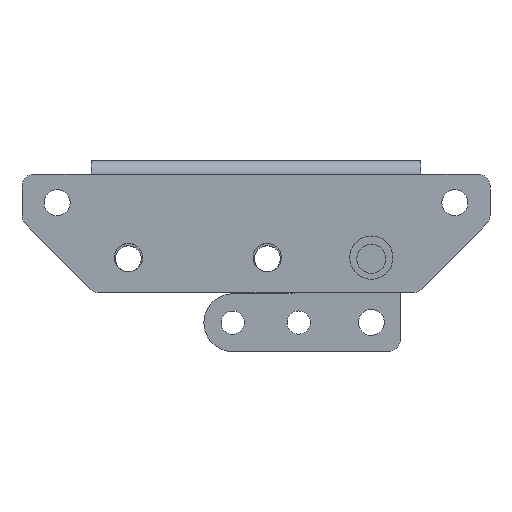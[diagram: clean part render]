
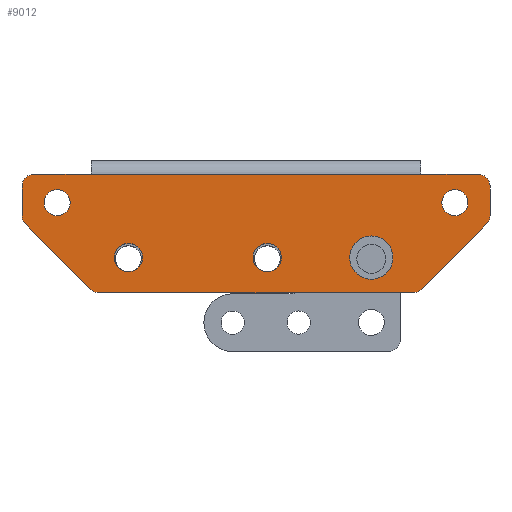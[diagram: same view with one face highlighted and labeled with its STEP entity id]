
A CAD part, front view. The second image highlights one B-rep face of the part: STEP entity #9012.
In plain terms, the highlighted planar face has unit normal (0, -1, 0).
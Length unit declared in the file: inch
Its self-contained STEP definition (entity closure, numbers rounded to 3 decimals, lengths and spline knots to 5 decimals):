
#141=FACE_BOUND('',#1419,.T.);
#142=FACE_BOUND('',#1420,.T.);
#143=FACE_BOUND('',#1421,.T.);
#144=FACE_BOUND('',#1422,.T.);
#145=FACE_BOUND('',#1423,.T.);
#899=FACE_OUTER_BOUND('',#1418,.T.);
#1418=EDGE_LOOP('',(#7339,#7340,#7341,#7342,#7343,#7344,#7345,#7346,#7347,
#7348,#7349,#7350,#7351,#7352));
#1419=EDGE_LOOP('',(#7353));
#1420=EDGE_LOOP('',(#7354));
#1421=EDGE_LOOP('',(#7355));
#1422=EDGE_LOOP('',(#7356));
#1423=EDGE_LOOP('',(#7357));
#1823=CIRCLE('',#9664,0.234);
#1825=CIRCLE('',#9667,0.1535);
#1829=CIRCLE('',#9672,0.14063);
#1831=CIRCLE('',#9675,0.14063);
#1833=CIRCLE('',#9678,0.1535);
#1855=CIRCLE('',#9716,0.125);
#1857=CIRCLE('',#9720,0.125);
#1859=CIRCLE('',#9724,0.125);
#1861=CIRCLE('',#9727,0.125);
#1864=CIRCLE('',#9733,0.125);
#1865=CIRCLE('',#9735,0.125);
#2450=LINE('',#17007,#3131);
#2452=LINE('',#17013,#3133);
#2456=LINE('',#17022,#3137);
#2498=LINE('',#17172,#3179);
#2503=LINE('',#17189,#3184);
#2507=LINE('',#17201,#3188);
#2511=LINE('',#17216,#3192);
#2514=LINE('',#17229,#3195);
#3131=VECTOR('',#11443,0.3937);
#3133=VECTOR('',#11447,0.3937);
#3137=VECTOR('',#11453,0.3937);
#3179=VECTOR('',#11613,0.3937);
#3184=VECTOR('',#11630,0.3937);
#3188=VECTOR('',#11642,0.3937);
#3192=VECTOR('',#11660,0.3937);
#3195=VECTOR('',#11677,0.3937);
#3949=VERTEX_POINT('',#16984);
#3958=VERTEX_POINT('',#17004);
#3959=VERTEX_POINT('',#17009);
#3961=VERTEX_POINT('',#17012);
#3963=VERTEX_POINT('',#17018);
#3965=VERTEX_POINT('',#17021);
#3982=VERTEX_POINT('',#17065);
#3985=VERTEX_POINT('',#17072);
#3988=VERTEX_POINT('',#17081);
#3990=VERTEX_POINT('',#17087);
#3993=VERTEX_POINT('',#17094);
#4018=VERTEX_POINT('',#17182);
#4019=VERTEX_POINT('',#17186);
#4022=VERTEX_POINT('',#17194);
#4023=VERTEX_POINT('',#17198);
#4026=VERTEX_POINT('',#17209);
#4027=VERTEX_POINT('',#17213);
#4030=VERTEX_POINT('',#17223);
#4031=VERTEX_POINT('',#17227);
#5082=EDGE_CURVE('',#3958,#3949,#2450,.T.);
#5084=EDGE_CURVE('',#3961,#3959,#2452,.T.);
#5088=EDGE_CURVE('',#3965,#3963,#2456,.T.);
#5110=EDGE_CURVE('',#3982,#3982,#1823,.T.);
#5113=EDGE_CURVE('',#3985,#3985,#1825,.T.);
#5118=EDGE_CURVE('',#3988,#3988,#1829,.T.);
#5121=EDGE_CURVE('',#3990,#3990,#1831,.T.);
#5124=EDGE_CURVE('',#3993,#3993,#1833,.T.);
#5165=EDGE_CURVE('',#3965,#3949,#2498,.T.);
#5171=EDGE_CURVE('',#4018,#3963,#1855,.T.);
#5173=EDGE_CURVE('',#4018,#4019,#2503,.T.);
#5177=EDGE_CURVE('',#4022,#4019,#1857,.T.);
#5179=EDGE_CURVE('',#4022,#4023,#2507,.T.);
#5182=EDGE_CURVE('',#3961,#4023,#1859,.T.);
#5185=EDGE_CURVE('',#4026,#3959,#1861,.T.);
#5187=EDGE_CURVE('',#4026,#4027,#2511,.T.);
#5192=EDGE_CURVE('',#4030,#4027,#1864,.T.);
#5193=EDGE_CURVE('',#3958,#4031,#1865,.T.);
#5194=EDGE_CURVE('',#4030,#4031,#2514,.T.);
#7339=ORIENTED_EDGE('',*,*,#5193,.F.);
#7340=ORIENTED_EDGE('',*,*,#5082,.T.);
#7341=ORIENTED_EDGE('',*,*,#5165,.F.);
#7342=ORIENTED_EDGE('',*,*,#5088,.T.);
#7343=ORIENTED_EDGE('',*,*,#5171,.F.);
#7344=ORIENTED_EDGE('',*,*,#5173,.T.);
#7345=ORIENTED_EDGE('',*,*,#5177,.F.);
#7346=ORIENTED_EDGE('',*,*,#5179,.T.);
#7347=ORIENTED_EDGE('',*,*,#5182,.F.);
#7348=ORIENTED_EDGE('',*,*,#5084,.T.);
#7349=ORIENTED_EDGE('',*,*,#5185,.F.);
#7350=ORIENTED_EDGE('',*,*,#5187,.T.);
#7351=ORIENTED_EDGE('',*,*,#5192,.F.);
#7352=ORIENTED_EDGE('',*,*,#5194,.T.);
#7353=ORIENTED_EDGE('',*,*,#5110,.T.);
#7354=ORIENTED_EDGE('',*,*,#5113,.T.);
#7355=ORIENTED_EDGE('',*,*,#5118,.T.);
#7356=ORIENTED_EDGE('',*,*,#5121,.T.);
#7357=ORIENTED_EDGE('',*,*,#5124,.T.);
#8131=PLANE('',#9734);
#9012=ADVANCED_FACE('',(#899,#141,#142,#143,#144,#145),#8131,.T.);
#9664=AXIS2_PLACEMENT_3D('',#17067,#11492,#11493);
#9667=AXIS2_PLACEMENT_3D('',#17074,#11499,#11500);
#9672=AXIS2_PLACEMENT_3D('',#17083,#11510,#11511);
#9675=AXIS2_PLACEMENT_3D('',#17089,#11517,#11518);
#9678=AXIS2_PLACEMENT_3D('',#17096,#11524,#11525);
#9716=AXIS2_PLACEMENT_3D('',#17184,#11625,#11626);
#9720=AXIS2_PLACEMENT_3D('',#17196,#11637,#11638);
#9724=AXIS2_PLACEMENT_3D('',#17205,#11648,#11649);
#9727=AXIS2_PLACEMENT_3D('',#17211,#11655,#11656);
#9733=AXIS2_PLACEMENT_3D('',#17225,#11671,#11672);
#9734=AXIS2_PLACEMENT_3D('',#17226,#11673,#11674);
#9735=AXIS2_PLACEMENT_3D('',#17228,#11675,#11676);
#11443=DIRECTION('',(-1.,0.,0.));
#11447=DIRECTION('',(1.,0.,0.));
#11453=DIRECTION('',(-1.,0.,0.));
#11492=DIRECTION('center_axis',(0.,1.,0.));
#11493=DIRECTION('ref_axis',(-1.,0.,0.));
#11499=DIRECTION('center_axis',(0.,1.,0.));
#11500=DIRECTION('ref_axis',(-1.,0.,0.));
#11510=DIRECTION('center_axis',(0.,1.,0.));
#11511=DIRECTION('ref_axis',(-1.,0.,0.));
#11517=DIRECTION('center_axis',(0.,1.,0.));
#11518=DIRECTION('ref_axis',(-1.,0.,0.));
#11524=DIRECTION('center_axis',(0.,1.,0.));
#11525=DIRECTION('ref_axis',(-1.,0.,0.));
#11613=DIRECTION('',(1.,0.,0.));
#11625=DIRECTION('center_axis',(0.,1.,0.));
#11626=DIRECTION('ref_axis',(-0.707,0.,0.707));
#11630=DIRECTION('',(0.,0.,-1.));
#11637=DIRECTION('center_axis',(0.,1.,0.));
#11638=DIRECTION('ref_axis',(-0.924,0.,-0.383));
#11642=DIRECTION('',(0.707,0.,-0.707));
#11648=DIRECTION('center_axis',(0.,1.,0.));
#11649=DIRECTION('ref_axis',(-0.383,0.,-0.924));
#11655=DIRECTION('center_axis',(0.,1.,0.));
#11656=DIRECTION('ref_axis',(0.383,0.,-0.924));
#11660=DIRECTION('',(0.707,0.,0.707));
#11671=DIRECTION('center_axis',(0.,1.,0.));
#11672=DIRECTION('ref_axis',(0.924,0.,-0.383));
#11673=DIRECTION('center_axis',(0.,-1.,0.));
#11674=DIRECTION('ref_axis',(0.,0.,-1.));
#11675=DIRECTION('center_axis',(0.,1.,0.));
#11676=DIRECTION('ref_axis',(0.707,0.,0.707));
#11677=DIRECTION('',(0.,0.,1.));
#16984=CARTESIAN_POINT('',(5.71745,-0.68711,-4.52518));
#17004=CARTESIAN_POINT('',(6.34245,-0.68711,-4.52518));
#17007=CARTESIAN_POINT('',(6.46745,-0.68711,-4.52518));
#17009=CARTESIAN_POINT('',(5.63588,-0.68711,-5.80498));
#17012=CARTESIAN_POINT('',(2.23903,-0.68711,-5.80498));
#17013=CARTESIAN_POINT('',(2.18725,-0.68711,-5.80498));
#17018=CARTESIAN_POINT('',(1.53245,-0.68711,-4.52518));
#17021=CARTESIAN_POINT('',(2.15745,-0.68711,-4.52518));
#17022=CARTESIAN_POINT('',(2.15745,-0.68711,-4.52518));
#17065=CARTESIAN_POINT('',(5.41845,-0.68711,-5.42548));
#17067=CARTESIAN_POINT('Origin',(5.18445,-0.68711,-5.42548));
#17072=CARTESIAN_POINT('',(2.71095,-0.68711,-5.42548));
#17074=CARTESIAN_POINT('Origin',(2.55745,-0.68711,-5.42548));
#17081=CARTESIAN_POINT('',(1.92808,-0.68711,-4.83148));
#17083=CARTESIAN_POINT('Origin',(1.78745,-0.68711,-4.83148));
#17087=CARTESIAN_POINT('',(6.22808,-0.68711,-4.83148));
#17089=CARTESIAN_POINT('Origin',(6.08745,-0.68711,-4.83148));
#17094=CARTESIAN_POINT('',(4.21295,-0.68711,-5.42548));
#17096=CARTESIAN_POINT('Origin',(4.05945,-0.68711,-5.42548));
#17172=CARTESIAN_POINT('',(3.02295,-0.68711,-4.52518));
#17182=CARTESIAN_POINT('',(1.40745,-0.68711,-4.65018));
#17184=CARTESIAN_POINT('Origin',(1.53245,-0.68711,-4.65018));
#17186=CARTESIAN_POINT('',(1.40745,-0.68711,-4.9734));
#17189=CARTESIAN_POINT('',(1.40745,-0.68711,-4.52518));
#17194=CARTESIAN_POINT('',(1.44406,-0.68711,-5.06179));
#17196=CARTESIAN_POINT('Origin',(1.53245,-0.68711,-4.9734));
#17198=CARTESIAN_POINT('',(2.15064,-0.68711,-5.76837));
#17201=CARTESIAN_POINT('',(1.40745,-0.68711,-5.02518));
#17205=CARTESIAN_POINT('Origin',(2.23903,-0.68711,-5.67998));
#17209=CARTESIAN_POINT('',(5.72426,-0.68711,-5.76837));
#17211=CARTESIAN_POINT('Origin',(5.63588,-0.68711,-5.67998));
#17213=CARTESIAN_POINT('',(6.43084,-0.68711,-5.06179));
#17216=CARTESIAN_POINT('',(5.68765,-0.68711,-5.80498));
#17223=CARTESIAN_POINT('',(6.46745,-0.68711,-4.9734));
#17225=CARTESIAN_POINT('Origin',(6.34245,-0.68711,-4.9734));
#17226=CARTESIAN_POINT('Origin',(2.15745,-0.68711,-4.37548));
#17227=CARTESIAN_POINT('',(6.46745,-0.68711,-4.65018));
#17228=CARTESIAN_POINT('Origin',(6.34245,-0.68711,-4.65018));
#17229=CARTESIAN_POINT('',(6.46745,-0.68711,-5.02518));
